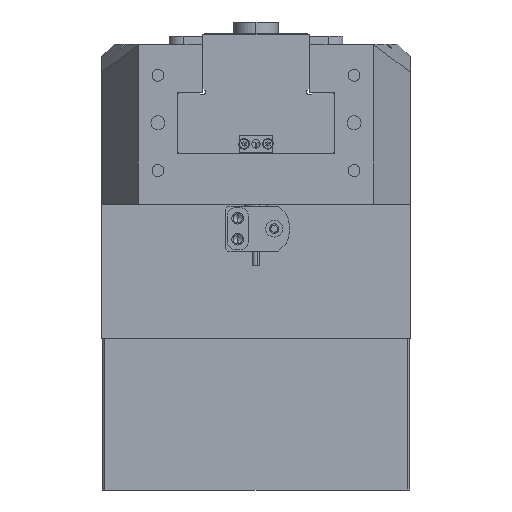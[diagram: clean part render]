
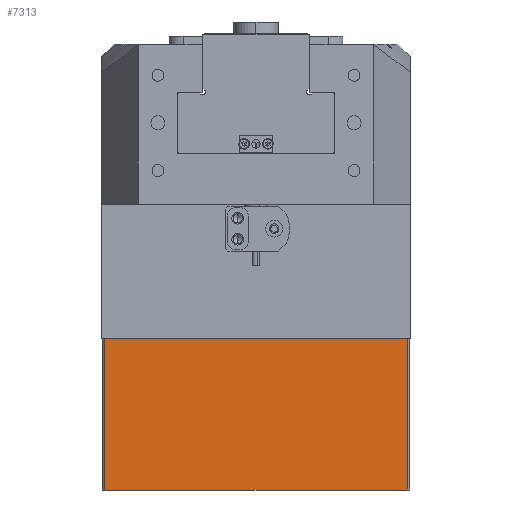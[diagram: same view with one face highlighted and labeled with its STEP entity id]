
A CAD part, left-side view. The second image highlights one B-rep face of the part: STEP entity #7313.
In plain terms, the highlighted planar face has unit normal (-1, 0, 0).
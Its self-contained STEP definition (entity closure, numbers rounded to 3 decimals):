
#3221 = EDGE_CURVE ( 'NONE', #17120, #29936, #36516, .T. ) ;
#3621 = ORIENTED_EDGE ( 'NONE', *, *, #15294, .T. ) ;
#4889 = AXIS2_PLACEMENT_3D ( 'NONE', #28539, #34888, #37995 ) ;
#6003 = CARTESIAN_POINT ( 'NONE',  ( -94., -53.9, 0. ) ) ;
#7301 = VECTOR ( 'NONE', #11946, 1000. ) ;
#7313 = ADVANCED_FACE ( 'NONE', ( #10188 ), #37854, .F. ) ;
#7728 = VERTEX_POINT ( 'NONE', #6003 ) ;
#10129 = CARTESIAN_POINT ( 'NONE',  ( -94., 54.9, -54. ) ) ;
#10188 = FACE_OUTER_BOUND ( 'NONE', #23587, .T. ) ;
#11946 = DIRECTION ( 'NONE',  ( 0., 0., -1. ) ) ;
#14292 = ORIENTED_EDGE ( 'NONE', *, *, #35854, .T. ) ;
#15294 = EDGE_CURVE ( 'NONE', #7728, #19434, #15299, .T. ) ;
#15299 = LINE ( 'NONE', #40119, #24956 ) ;
#17120 = VERTEX_POINT ( 'NONE', #30423 ) ;
#19434 = VERTEX_POINT ( 'NONE', #28519 ) ;
#23587 = EDGE_LOOP ( 'NONE', ( #3621, #14292, #25248, #30669 ) ) ;
#24377 = VECTOR ( 'NONE', #37996, 1000. ) ;
#24503 = CARTESIAN_POINT ( 'NONE',  ( -94., 53.9, -54. ) ) ;
#24753 = CARTESIAN_POINT ( 'NONE',  ( -94., 53.9, -54. ) ) ;
#24956 = VECTOR ( 'NONE', #30647, 1000. ) ;
#25248 = ORIENTED_EDGE ( 'NONE', *, *, #3221, .F. ) ;
#27794 = DIRECTION ( 'NONE',  ( 0., 0., 1. ) ) ;
#28519 = CARTESIAN_POINT ( 'NONE',  ( -94., 53.9, 0. ) ) ;
#28539 = CARTESIAN_POINT ( 'NONE',  ( -94., 54.9, -54. ) ) ;
#29102 = LINE ( 'NONE', #24503, #7301 ) ;
#29936 = VERTEX_POINT ( 'NONE', #24753 ) ;
#30423 = CARTESIAN_POINT ( 'NONE',  ( -94., -53.9, -54. ) ) ;
#30647 = DIRECTION ( 'NONE',  ( 0., 1., 0. ) ) ;
#30669 = ORIENTED_EDGE ( 'NONE', *, *, #35315, .T. ) ;
#34443 = VECTOR ( 'NONE', #27794, 1000. ) ;
#34888 = DIRECTION ( 'NONE',  ( 1., 0., 0. ) ) ;
#34917 = LINE ( 'NONE', #36566, #34443 ) ;
#35315 = EDGE_CURVE ( 'NONE', #17120, #7728, #34917, .T. ) ;
#35854 = EDGE_CURVE ( 'NONE', #19434, #29936, #29102, .T. ) ;
#36516 = LINE ( 'NONE', #10129, #24377 ) ;
#36566 = CARTESIAN_POINT ( 'NONE',  ( -94., -53.9, -54. ) ) ;
#37854 = PLANE ( 'NONE',  #4889 ) ;
#37995 = DIRECTION ( 'NONE',  ( 0., 0., -1. ) ) ;
#37996 = DIRECTION ( 'NONE',  ( 0., 1., 0. ) ) ;
#40119 = CARTESIAN_POINT ( 'NONE',  ( -94., 54.9, 0. ) ) ;
